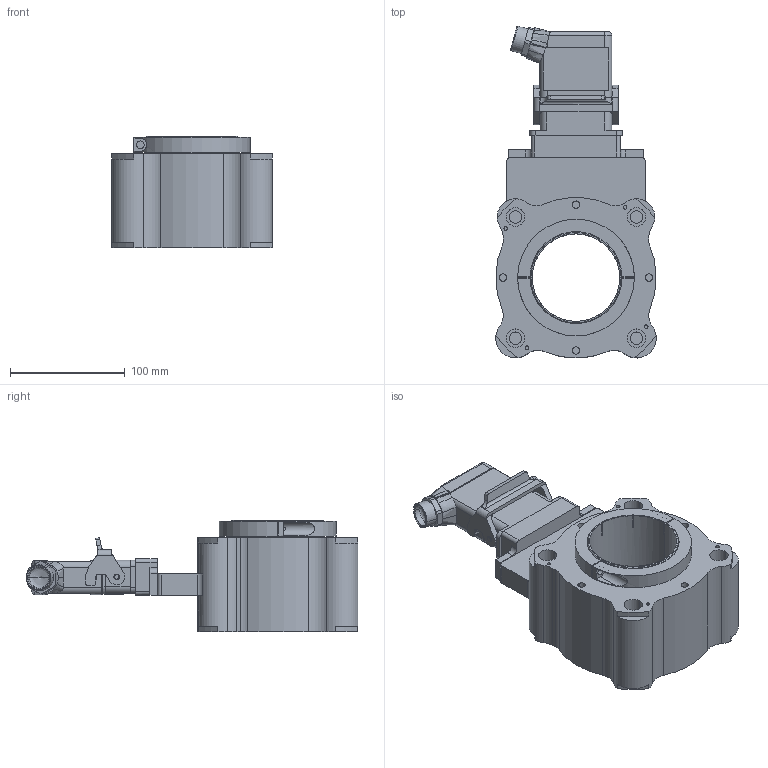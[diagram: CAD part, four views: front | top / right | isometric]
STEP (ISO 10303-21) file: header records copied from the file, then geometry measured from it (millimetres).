
FILE_DESCRIPTION((''),'2;1');
FILE_NAME('HS60','2011-03-21T',('abhishek.jadhav'),(''),'PRO/ENGINEER BY PARAMETRIC TECHNOLOGY CORPORATION, 2007030','PRO/ENGINEER BY PARAMETRIC TECHNOLOGY CORPORATION, 2007030','');
FILE_SCHEMA(('CONFIG_CONTROL_DESIGN'));
Length unit declared in the file: inch
Products named in the file (1): HS60
Bounding box: 139.78 x 289.07 x 97.49 mm (x, y, z)
Volume: 1401558.1 mm3; surface area: 202197.5 mm2
Topology: 2 solids, 2 shells, 616 faces, 1564 edges, 1009 vertices
Faces by surface type: plane 321, cylinder 213, bspline 28, extrusion 20, cone 20, torus 8, revolution 6
Entity records: 20878 total; most frequent: CARTESIAN_POINT 5900, ORIENTED_EDGE 3100, DIRECTION 3071, EDGE_CURVE 1550, AXIS2_PLACEMENT_3D 1075, VERTEX_POINT 1009, VECTOR 915, LINE 895
